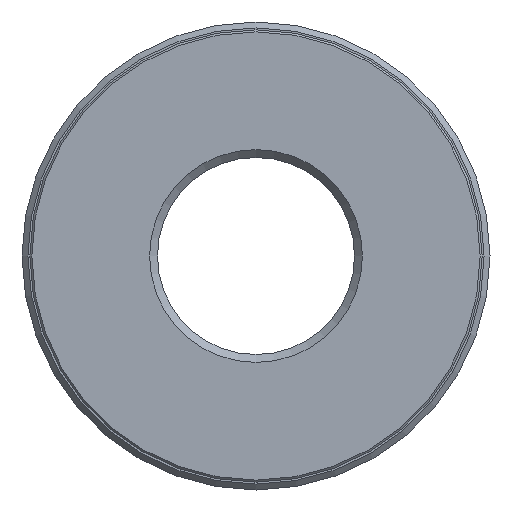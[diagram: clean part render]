
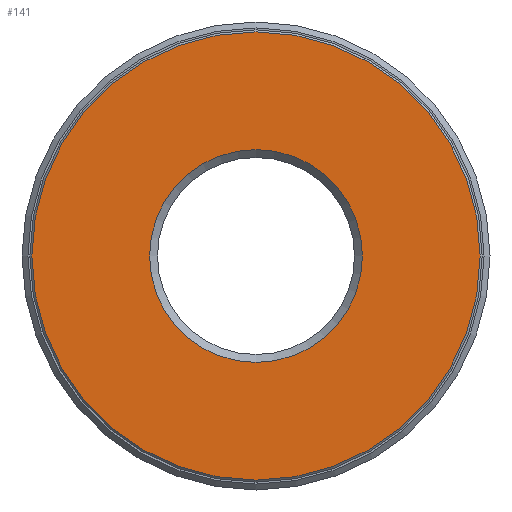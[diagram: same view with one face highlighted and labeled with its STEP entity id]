
A CAD part, front view. The second image highlights one B-rep face of the part: STEP entity #141.
In plain terms, the highlighted planar face has unit normal (0, -1, 0).
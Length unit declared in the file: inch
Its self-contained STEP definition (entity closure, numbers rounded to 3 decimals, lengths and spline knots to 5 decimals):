
#3 = EDGE_CURVE ( 'NONE', #433, #433, #178, .T. ) ;
#15 = CARTESIAN_POINT ( 'NONE',  ( 0., 0., 0. ) ) ;
#26 = CARTESIAN_POINT ( 'NONE',  ( 0., 0., 0.56875 ) ) ;
#39 = PLANE ( 'NONE',  #190 ) ;
#69 = DIRECTION ( 'NONE',  ( 0., 1., 0. ) ) ;
#114 = CARTESIAN_POINT ( 'NONE',  ( 0., 0., 0.27 ) ) ;
#141 = ADVANCED_FACE ( 'NONE', ( #423, #435 ), #39, .F. ) ;
#174 = CIRCLE ( 'NONE', #384, 0.27 ) ;
#178 = CIRCLE ( 'NONE', #257, 0.56875 ) ;
#190 = AXIS2_PLACEMENT_3D ( 'NONE', #409, #368, #545 ) ;
#216 = DIRECTION ( 'NONE',  ( 0., 1., 0. ) ) ;
#236 = ORIENTED_EDGE ( 'NONE', *, *, #514, .T. ) ;
#257 = AXIS2_PLACEMENT_3D ( 'NONE', #358, #216, #530 ) ;
#298 = VERTEX_POINT ( 'NONE', #114 ) ;
#320 = ORIENTED_EDGE ( 'NONE', *, *, #3, .F. ) ;
#358 = CARTESIAN_POINT ( 'NONE',  ( 0., 0., 0. ) ) ;
#368 = DIRECTION ( 'NONE',  ( 0., 1., 0. ) ) ;
#384 = AXIS2_PLACEMENT_3D ( 'NONE', #15, #69, #390 ) ;
#390 = DIRECTION ( 'NONE',  ( 0., 0., 1. ) ) ;
#400 = EDGE_LOOP ( 'NONE', ( #320 ) ) ;
#409 = CARTESIAN_POINT ( 'NONE',  ( 0., 0., 0. ) ) ;
#423 = FACE_OUTER_BOUND ( 'NONE', #400, .T. ) ;
#433 = VERTEX_POINT ( 'NONE', #26 ) ;
#435 = FACE_BOUND ( 'NONE', #596, .T. ) ;
#514 = EDGE_CURVE ( 'NONE', #298, #298, #174, .T. ) ;
#530 = DIRECTION ( 'NONE',  ( 0., 0., 1. ) ) ;
#545 = DIRECTION ( 'NONE',  ( 0., 0., 1. ) ) ;
#596 = EDGE_LOOP ( 'NONE', ( #236 ) ) ;
